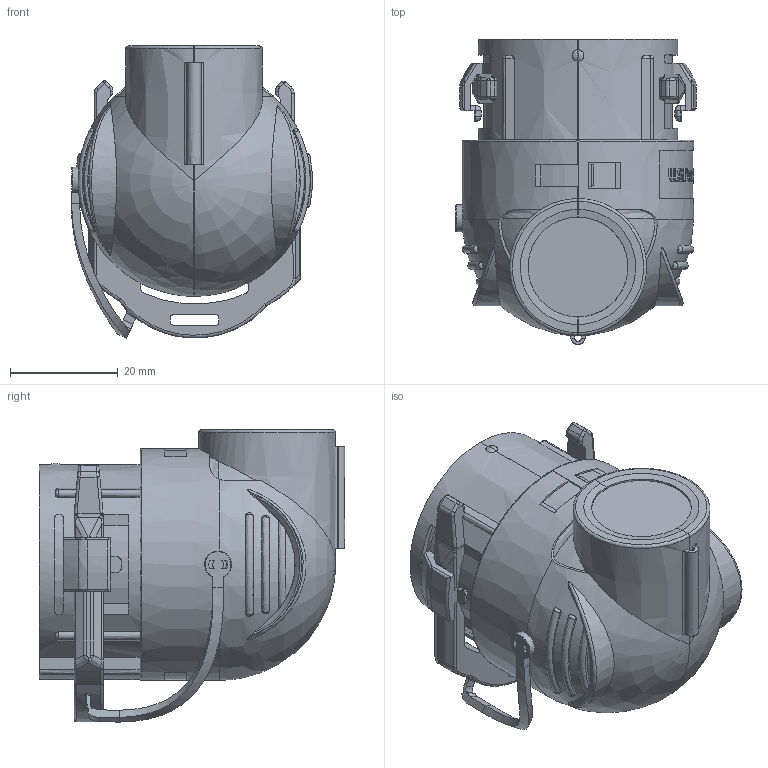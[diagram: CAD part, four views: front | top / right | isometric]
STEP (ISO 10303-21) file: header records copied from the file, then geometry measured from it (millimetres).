
FILE_DESCRIPTION((''),'2;1');
FILE_NAME('382521_ASY_SW0001','2020-12-14T15:25:15',('teru'),(''),'CREO PARAMETRIC BY PTC INC, 2017380','CREO PARAMETRIC BY PTC INC, 2017380','');
FILE_SCHEMA(('CONFIG_CONTROL_DESIGN'));
Products named in the file (1): 382521_ASY_SW0001
Bounding box: 44.75 x 56.71 x 54.26 mm (x, y, z)
Volume: 68918.7 mm3; surface area: 12801.9 mm2
Topology: 1 solids, 2 shells, 1067 faces, 2932 edges, 1899 vertices
Faces by surface type: plane 694, bspline 343, cylinder 23, sphere 6, cone 1
Entity records: 44903 total; most frequent: CARTESIAN_POINT 22073, ORIENTED_EDGE 5846, EDGE_CURVE 2923, DIRECTION 2807, VERTEX_POINT 1897, B_SPLINE_CURVE_WITH_KNOTS 1613, VECTOR 1257, LINE 1257
